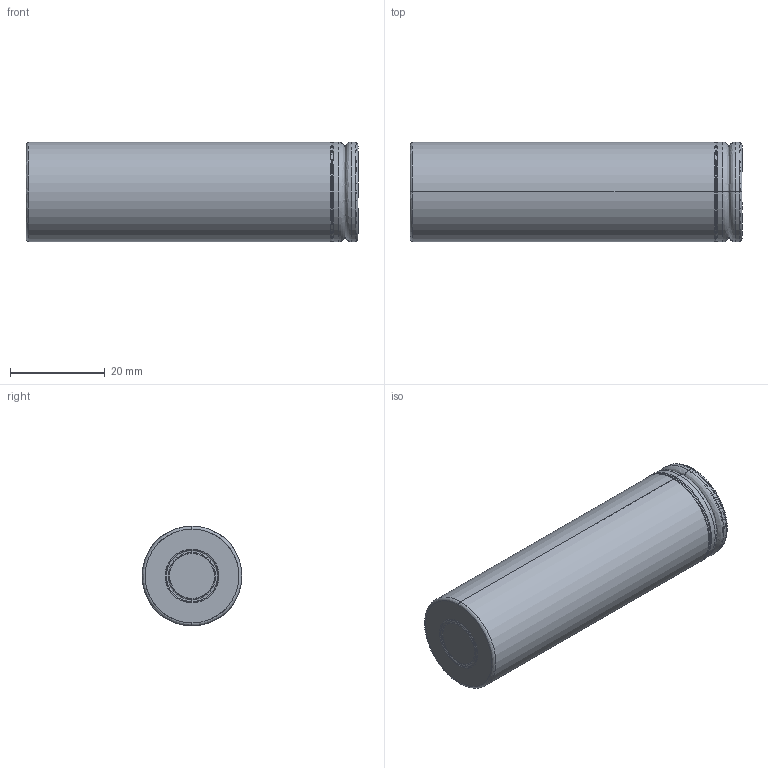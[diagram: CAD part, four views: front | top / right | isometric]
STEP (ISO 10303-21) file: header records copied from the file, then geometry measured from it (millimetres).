
FILE_DESCRIPTION (( 'STEP AP214' ), '1' );
FILE_NAME ('INR21700-40T.STEP', '2023-09-17T11:26:31', ( '' ), ( '' ), 'SwSTEP 2.0', 'SolidWorks 2023', '' );
FILE_SCHEMA (( 'AUTOMOTIVE_DESIGN' ));
Length unit declared in the file: inch
Products named in the file (6): INR21700 battery insulator; INR21700 battery vent; IRN21700 battery case; INR21700 battery terminal; INR21700-40T; INR21700 battery washer
Assembly tree (5 placements, depth 2):
  INR21700-40T
    IRN21700 battery case
    INR21700 battery washer
    INR21700 battery terminal
    INR21700 battery insulator
    INR21700 battery vent
Bounding box: 70 x 21.08 x 21.08 mm (x, y, z)
Volume: 1287.5 mm3; surface area: 12010.5 mm2
Topology: 6 solids, 6 shells, 215 faces, 507 edges, 300 vertices
Faces by surface type: bspline 95, cylinder 71, plane 35, cone 14
Entity records: 10422 total; most frequent: CARTESIAN_POINT 3704, ORIENTED_EDGE 1002, DIRECTION 898, EDGE_CURVE 501, AXIS2_PLACEMENT_3D 386, VERTEX_POINT 300, CIRCLE 258, EDGE_LOOP 229
